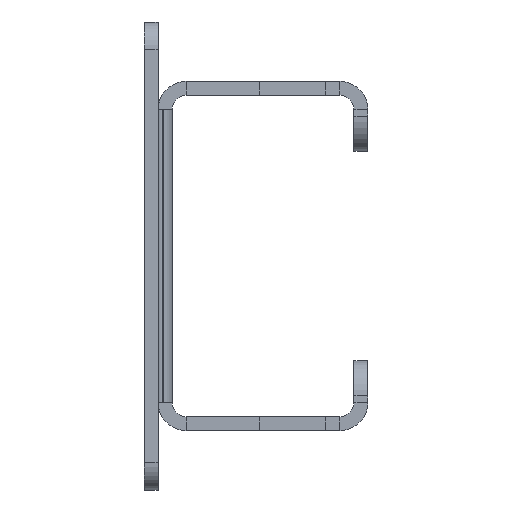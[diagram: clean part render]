
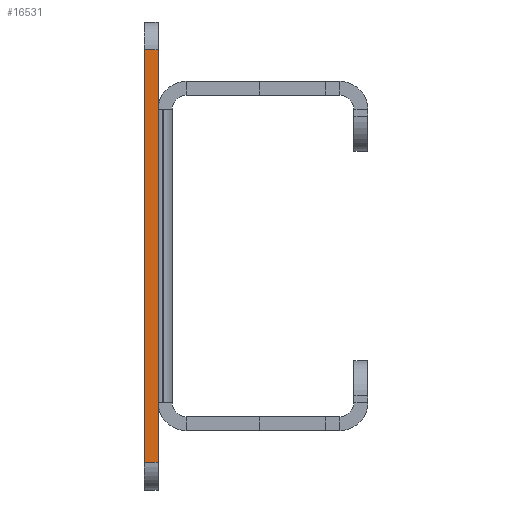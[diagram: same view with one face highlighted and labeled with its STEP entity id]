
A CAD part, left-side view. The second image highlights one B-rep face of the part: STEP entity #16531.
In plain terms, the highlighted planar face has unit normal (-1, 0, 0).
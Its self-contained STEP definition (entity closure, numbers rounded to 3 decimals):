
#344 = EDGE_CURVE ( 'NONE', #18620, #32835, #30906, .T. ) ;
#1252 = CARTESIAN_POINT ( 'NONE',  ( -428.5, 0., 58.601 ) ) ;
#2031 = VECTOR ( 'NONE', #29636, 1000. ) ;
#2751 = AXIS2_PLACEMENT_3D ( 'NONE', #10427, #20875, #13434 ) ;
#4972 = FACE_OUTER_BOUND ( 'NONE', #34665, .T. ) ;
#7311 = ORIENTED_EDGE ( 'NONE', *, *, #27051, .T. ) ;
#7618 = ORIENTED_EDGE ( 'NONE', *, *, #18191, .F. ) ;
#10095 = LINE ( 'NONE', #20861, #30808 ) ;
#10427 = CARTESIAN_POINT ( 'NONE',  ( -428.5, 0., 58.601 ) ) ;
#11718 = VECTOR ( 'NONE', #12015, 1000. ) ;
#11991 = ORIENTED_EDGE ( 'NONE', *, *, #344, .T. ) ;
#12015 = DIRECTION ( 'NONE',  ( 0., 0., 1. ) ) ;
#12139 = ORIENTED_EDGE ( 'NONE', *, *, #20877, .T. ) ;
#12402 = CARTESIAN_POINT ( 'NONE',  ( -428.5, 2., 29.5 ) ) ;
#13076 = PLANE ( 'NONE',  #2751 ) ;
#13434 = DIRECTION ( 'NONE',  ( 0., 0., 1. ) ) ;
#13587 = CARTESIAN_POINT ( 'NONE',  ( -428.5, 2., 58.601 ) ) ;
#16531 = ADVANCED_FACE ( 'NONE', ( #4972 ), #13076, .T. ) ;
#18191 = EDGE_CURVE ( 'NONE', #33901, #23666, #18873, .T. ) ;
#18267 = CARTESIAN_POINT ( 'NONE',  ( -428.5, 2., 29.5 ) ) ;
#18620 = VERTEX_POINT ( 'NONE', #20823 ) ;
#18873 = LINE ( 'NONE', #13587, #2031 ) ;
#20112 = VECTOR ( 'NONE', #25810, 1000. ) ;
#20823 = CARTESIAN_POINT ( 'NONE',  ( -428.5, 0., -29.5 ) ) ;
#20861 = CARTESIAN_POINT ( 'NONE',  ( -428.5, 0., -29.5 ) ) ;
#20875 = DIRECTION ( 'NONE',  ( -1., 0., 0. ) ) ;
#20877 = EDGE_CURVE ( 'NONE', #32835, #23666, #22812, .T. ) ;
#22812 = LINE ( 'NONE', #12402, #20112 ) ;
#23666 = VERTEX_POINT ( 'NONE', #18267 ) ;
#24637 = CARTESIAN_POINT ( 'NONE',  ( -428.5, 2., -29.5 ) ) ;
#25810 = DIRECTION ( 'NONE',  ( 0., 1., 0. ) ) ;
#27051 = EDGE_CURVE ( 'NONE', #33901, #18620, #10095, .T. ) ;
#29636 = DIRECTION ( 'NONE',  ( 0., 0., 1. ) ) ;
#30808 = VECTOR ( 'NONE', #31605, 1000. ) ;
#30906 = LINE ( 'NONE', #1252, #11718 ) ;
#31605 = DIRECTION ( 'NONE',  ( 0., -1., 0. ) ) ;
#32835 = VERTEX_POINT ( 'NONE', #33904 ) ;
#33901 = VERTEX_POINT ( 'NONE', #24637 ) ;
#33904 = CARTESIAN_POINT ( 'NONE',  ( -428.5, 0., 29.5 ) ) ;
#34665 = EDGE_LOOP ( 'NONE', ( #11991, #12139, #7618, #7311 ) ) ;
